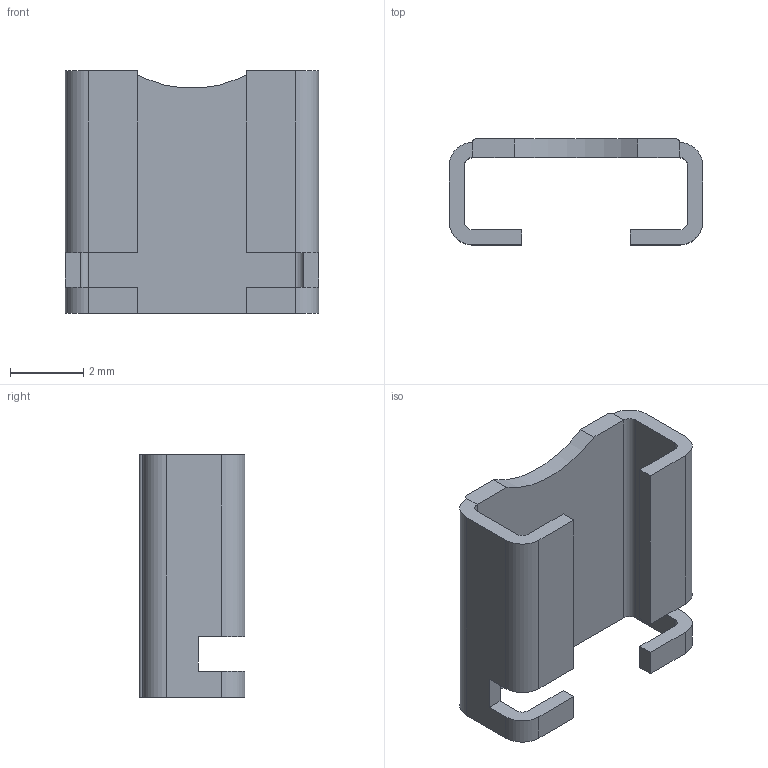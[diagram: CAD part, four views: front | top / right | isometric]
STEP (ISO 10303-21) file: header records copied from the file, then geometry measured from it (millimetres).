
FILE_DESCRIPTION (( 'STEP AP214' ), '1' );
FILE_NAME ('WSL27261L000FEA.STEP', '2025-12-28T09:00:12', ( '' ), ( '' ), 'SwSTEP 2.0', 'SolidWorks 2021', '' );
FILE_SCHEMA (( 'AUTOMOTIVE_DESIGN' ));
Length unit declared in the file: inch
Products named in the file (1): WSL27261L000FEA
Bounding box: 6.91 x 2.88 x 6.6 mm (x, y, z)
Volume: 38.9 mm3; surface area: 207.5 mm2
Topology: 3 solids, 3 shells, 50 faces, 132 edges, 88 vertices
Faces by surface type: plane 35, cylinder 15
Entity records: 1608 total; most frequent: CARTESIAN_POINT 271, DIRECTION 264, ORIENTED_EDGE 264, EDGE_CURVE 132, LINE 102, VECTOR 102, VERTEX_POINT 88, AXIS2_PLACEMENT_3D 81
